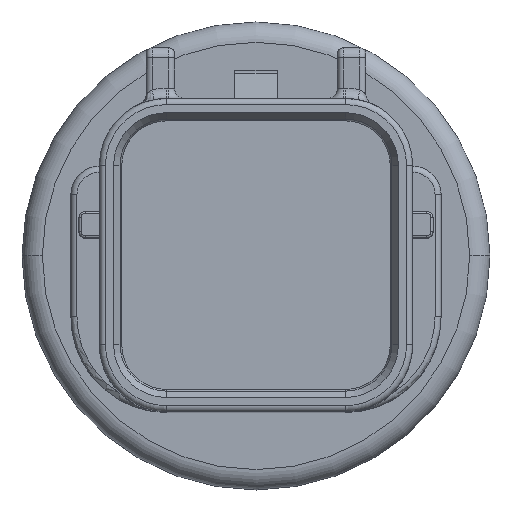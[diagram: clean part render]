
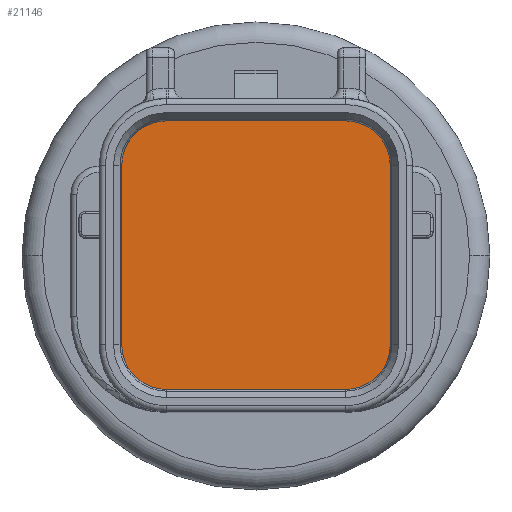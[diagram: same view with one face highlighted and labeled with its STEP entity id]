
A CAD part, top view. The second image highlights one B-rep face of the part: STEP entity #21146.
In plain terms, the highlighted planar face has unit normal (0, 0, 1).
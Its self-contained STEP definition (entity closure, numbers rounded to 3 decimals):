
#533 = ORIENTED_EDGE ( 'NONE', *, *, #1259, .T. ) ;
#1217 = VECTOR ( 'NONE', #16683, 1000. ) ;
#1259 = EDGE_CURVE ( 'NONE', #22344, #30250, #5213, .T. ) ;
#1288 = VECTOR ( 'NONE', #26202, 1000. ) ;
#1476 = CARTESIAN_POINT ( 'NONE',  ( 6.6, -4.4, 15.7 ) ) ;
#1982 = CIRCLE ( 'NONE', #23143, 2.2 ) ;
#2311 = CARTESIAN_POINT ( 'NONE',  ( -4.4, 6.6, 15.7 ) ) ;
#3238 = CARTESIAN_POINT ( 'NONE',  ( -4.4, -6.6, 15.7 ) ) ;
#3920 = CIRCLE ( 'NONE', #31154, 2.2 ) ;
#4634 = VERTEX_POINT ( 'NONE', #25362 ) ;
#4795 = CARTESIAN_POINT ( 'NONE',  ( 6.6, -4.4, 15.7 ) ) ;
#5213 = CIRCLE ( 'NONE', #16770, 2.2 ) ;
#5268 = VERTEX_POINT ( 'NONE', #30480 ) ;
#5636 = DIRECTION ( 'NONE',  ( 0., 0., 1. ) ) ;
#6255 = PLANE ( 'NONE',  #16883 ) ;
#6442 = EDGE_CURVE ( 'NONE', #23634, #14383, #30541, .T. ) ;
#8004 = CARTESIAN_POINT ( 'NONE',  ( -6.6, 4.4, 15.7 ) ) ;
#8496 = DIRECTION ( 'NONE',  ( 0., 0., 1. ) ) ;
#8776 = DIRECTION ( 'NONE',  ( 1., 0., 0. ) ) ;
#9045 = EDGE_CURVE ( 'NONE', #4634, #10036, #1982, .T. ) ;
#9163 = DIRECTION ( 'NONE',  ( 0., 0., 1. ) ) ;
#10036 = VERTEX_POINT ( 'NONE', #22812 ) ;
#10318 = ORIENTED_EDGE ( 'NONE', *, *, #27182, .T. ) ;
#10624 = CARTESIAN_POINT ( 'NONE',  ( -4.4, -4.4, 15.7 ) ) ;
#11932 = CARTESIAN_POINT ( 'NONE',  ( 4.4, 6.6, 15.7 ) ) ;
#12066 = ORIENTED_EDGE ( 'NONE', *, *, #13312, .T. ) ;
#12328 = DIRECTION ( 'NONE',  ( 0., 1., 0. ) ) ;
#13282 = LINE ( 'NONE', #3238, #20428 ) ;
#13312 = EDGE_CURVE ( 'NONE', #30250, #4634, #18203, .T. ) ;
#13813 = ORIENTED_EDGE ( 'NONE', *, *, #24380, .T. ) ;
#13821 = CARTESIAN_POINT ( 'NONE',  ( -4.4, 4.4, 15.7 ) ) ;
#14378 = ORIENTED_EDGE ( 'NONE', *, *, #6442, .T. ) ;
#14383 = VERTEX_POINT ( 'NONE', #1476 ) ;
#14740 = ORIENTED_EDGE ( 'NONE', *, *, #9045, .T. ) ;
#15073 = CARTESIAN_POINT ( 'NONE',  ( 4.4, 4.4, 15.7 ) ) ;
#15219 = DIRECTION ( 'NONE',  ( 1., 0., 0. ) ) ;
#15640 = ORIENTED_EDGE ( 'NONE', *, *, #28581, .T. ) ;
#16621 = LINE ( 'NONE', #4795, #31177 ) ;
#16683 = DIRECTION ( 'NONE',  ( -1., 0., 0. ) ) ;
#16770 = AXIS2_PLACEMENT_3D ( 'NONE', #13821, #9163, #28069 ) ;
#16798 = ORIENTED_EDGE ( 'NONE', *, *, #21667, .T. ) ;
#16883 = AXIS2_PLACEMENT_3D ( 'NONE', #30397, #30703, #8776 ) ;
#18061 = FACE_OUTER_BOUND ( 'NONE', #23179, .T. ) ;
#18203 = LINE ( 'NONE', #27855, #1288 ) ;
#18465 = CARTESIAN_POINT ( 'NONE',  ( 4.4, 6.6, 15.7 ) ) ;
#19961 = AXIS2_PLACEMENT_3D ( 'NONE', #25469, #8496, #29797 ) ;
#20171 = CARTESIAN_POINT ( 'NONE',  ( 4.4, -6.6, 15.7 ) ) ;
#20241 = DIRECTION ( 'NONE',  ( 0., 0., 1. ) ) ;
#20428 = VECTOR ( 'NONE', #27538, 1000. ) ;
#20579 = VERTEX_POINT ( 'NONE', #18465 ) ;
#21146 = ADVANCED_FACE ( 'NONE', ( #18061 ), #6255, .T. ) ;
#21667 = EDGE_CURVE ( 'NONE', #20579, #22344, #23741, .T. ) ;
#22344 = VERTEX_POINT ( 'NONE', #2311 ) ;
#22812 = CARTESIAN_POINT ( 'NONE',  ( -4.4, -6.6, 15.7 ) ) ;
#23143 = AXIS2_PLACEMENT_3D ( 'NONE', #10624, #20241, #29884 ) ;
#23179 = EDGE_LOOP ( 'NONE', ( #14740, #10318, #14378, #15640, #13813, #16798, #533, #12066 ) ) ;
#23634 = VERTEX_POINT ( 'NONE', #20171 ) ;
#23741 = LINE ( 'NONE', #11932, #1217 ) ;
#24380 = EDGE_CURVE ( 'NONE', #5268, #20579, #3920, .T. ) ;
#25362 = CARTESIAN_POINT ( 'NONE',  ( -6.6, -4.4, 15.7 ) ) ;
#25469 = CARTESIAN_POINT ( 'NONE',  ( 4.4, -4.4, 15.7 ) ) ;
#26202 = DIRECTION ( 'NONE',  ( 0., -1., 0. ) ) ;
#27182 = EDGE_CURVE ( 'NONE', #10036, #23634, #13282, .T. ) ;
#27538 = DIRECTION ( 'NONE',  ( 1., 0., 0. ) ) ;
#27855 = CARTESIAN_POINT ( 'NONE',  ( -6.6, 4.4, 15.7 ) ) ;
#28069 = DIRECTION ( 'NONE',  ( 1., 0., 0. ) ) ;
#28581 = EDGE_CURVE ( 'NONE', #14383, #5268, #16621, .T. ) ;
#29797 = DIRECTION ( 'NONE',  ( 1., 0., 0. ) ) ;
#29884 = DIRECTION ( 'NONE',  ( 1., 0., 0. ) ) ;
#30250 = VERTEX_POINT ( 'NONE', #8004 ) ;
#30397 = CARTESIAN_POINT ( 'NONE',  ( -4.4, -4.4, 15.7 ) ) ;
#30480 = CARTESIAN_POINT ( 'NONE',  ( 6.6, 4.4, 15.7 ) ) ;
#30541 = CIRCLE ( 'NONE', #19961, 2.2 ) ;
#30703 = DIRECTION ( 'NONE',  ( 0., 0., 1. ) ) ;
#31154 = AXIS2_PLACEMENT_3D ( 'NONE', #15073, #5636, #15219 ) ;
#31177 = VECTOR ( 'NONE', #12328, 1000. ) ;
